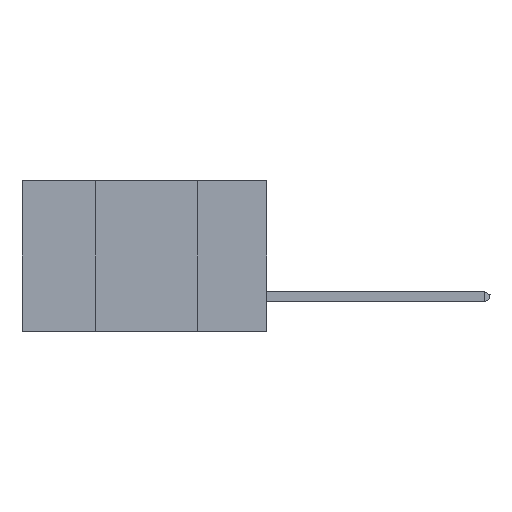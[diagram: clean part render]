
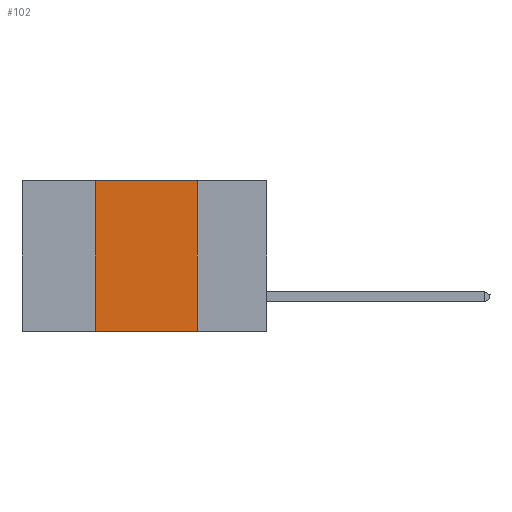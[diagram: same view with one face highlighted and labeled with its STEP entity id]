
A CAD part, left-side view. The second image highlights one B-rep face of the part: STEP entity #102.
In plain terms, the highlighted planar face has unit normal (-1, 0, 0).
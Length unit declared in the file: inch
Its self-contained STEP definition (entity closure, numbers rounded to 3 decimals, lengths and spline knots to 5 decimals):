
#102 = ADVANCED_FACE ( 'NONE', ( #19552 ), #877, .F. ) ;
#877 = PLANE ( 'NONE',  #25719 ) ;
#1124 = DIRECTION ( 'NONE',  ( 0., 0., 1. ) ) ;
#1783 = LINE ( 'NONE', #25594, #21312 ) ;
#2236 = ORIENTED_EDGE ( 'NONE', *, *, #12422, .F. ) ;
#2344 = CARTESIAN_POINT ( 'NONE',  ( 0., 0.17, -0.37 ) ) ;
#2888 = CARTESIAN_POINT ( 'NONE',  ( 0., 0.42, -0.37 ) ) ;
#3376 = LINE ( 'NONE', #25151, #21901 ) ;
#3688 = DIRECTION ( 'NONE',  ( 0., -1., 0. ) ) ;
#3773 = EDGE_CURVE ( 'NONE', #7140, #17944, #3376, .T. ) ;
#6287 = VECTOR ( 'NONE', #1124, 39.37008 ) ;
#6349 = LINE ( 'NONE', #18421, #18704 ) ;
#7140 = VERTEX_POINT ( 'NONE', #2888 ) ;
#10324 = CARTESIAN_POINT ( 'NONE',  ( 0., 0.17, 0. ) ) ;
#10744 = EDGE_CURVE ( 'NONE', #30472, #17944, #1783, .T. ) ;
#12422 = EDGE_CURVE ( 'NONE', #7140, #22596, #27424, .T. ) ;
#14862 = DIRECTION ( 'NONE',  ( 1., 0., 0. ) ) ;
#17944 = VERTEX_POINT ( 'NONE', #2344 ) ;
#18421 = CARTESIAN_POINT ( 'NONE',  ( 0., 0.6, 0. ) ) ;
#18505 = CARTESIAN_POINT ( 'NONE',  ( 0., 0.42, 0. ) ) ;
#18704 = VECTOR ( 'NONE', #23279, 39.37008 ) ;
#19552 = FACE_OUTER_BOUND ( 'NONE', #22809, .T. ) ;
#19705 = DIRECTION ( 'NONE',  ( 0., 0., -1. ) ) ;
#20400 = CARTESIAN_POINT ( 'NONE',  ( 0., 0.42, 0. ) ) ;
#21081 = ORIENTED_EDGE ( 'NONE', *, *, #10744, .F. ) ;
#21312 = VECTOR ( 'NONE', #25437, 39.37008 ) ;
#21901 = VECTOR ( 'NONE', #3688, 39.37008 ) ;
#22298 = ORIENTED_EDGE ( 'NONE', *, *, #3773, .T. ) ;
#22596 = VERTEX_POINT ( 'NONE', #18505 ) ;
#22809 = EDGE_LOOP ( 'NONE', ( #21081, #29656, #2236, #22298 ) ) ;
#23279 = DIRECTION ( 'NONE',  ( 0., -1., 0. ) ) ;
#25151 = CARTESIAN_POINT ( 'NONE',  ( 0., 0.6, -0.37 ) ) ;
#25437 = DIRECTION ( 'NONE',  ( 0., 0., -1. ) ) ;
#25594 = CARTESIAN_POINT ( 'NONE',  ( 0., 0.17, 0. ) ) ;
#25719 = AXIS2_PLACEMENT_3D ( 'NONE', #29090, #14862, #19705 ) ;
#27424 = LINE ( 'NONE', #20400, #6287 ) ;
#29090 = CARTESIAN_POINT ( 'NONE',  ( 0., 0.6, 0. ) ) ;
#29656 = ORIENTED_EDGE ( 'NONE', *, *, #29912, .F. ) ;
#29912 = EDGE_CURVE ( 'NONE', #22596, #30472, #6349, .T. ) ;
#30472 = VERTEX_POINT ( 'NONE', #10324 ) ;
